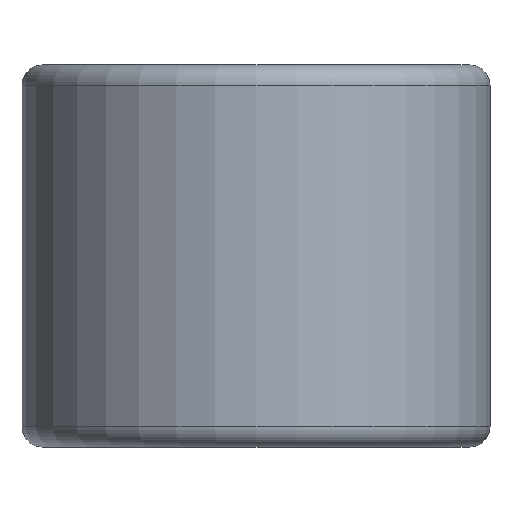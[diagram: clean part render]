
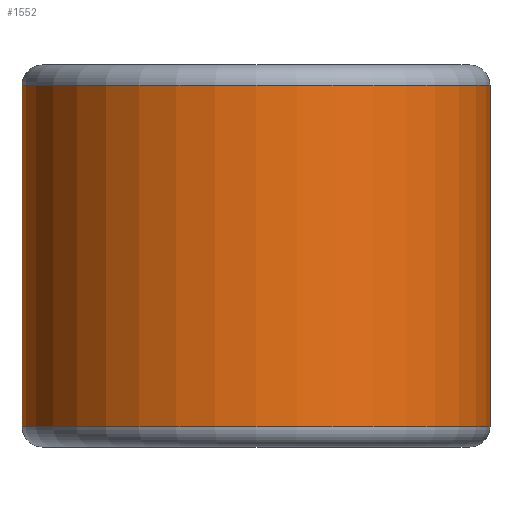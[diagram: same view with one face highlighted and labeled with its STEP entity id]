
A CAD part, front view. The second image highlights one B-rep face of the part: STEP entity #1552.
In plain terms, the highlighted cylindrical face has radius 8.712 mm (diameter 17.424 mm), a partial arc.
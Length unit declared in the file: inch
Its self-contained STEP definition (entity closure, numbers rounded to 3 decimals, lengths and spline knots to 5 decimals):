
#51 = DIRECTION ( 'NONE',  ( 0., 0., 1. ) ) ;
#79 = VECTOR ( 'NONE', #407, 39.37008 ) ;
#359 = EDGE_CURVE ( 'NONE', #1715, #1101, #1009, .T. ) ;
#407 = DIRECTION ( 'NONE',  ( 0., 0., 1. ) ) ;
#618 = CARTESIAN_POINT ( 'NONE',  ( 0.281, -1.062, 0. ) ) ;
#620 = LINE ( 'NONE', #1645, #79 ) ;
#631 = DIRECTION ( 'NONE',  ( 1., 0., 0. ) ) ;
#695 = DIRECTION ( 'NONE',  ( 0., 0., -1. ) ) ;
#837 = CIRCLE ( 'NONE', #1462, 0.343 ) ;
#893 = EDGE_CURVE ( 'NONE', #1715, #2181, #837, .T. ) ;
#1009 = LINE ( 'NONE', #2534, #2071 ) ;
#1020 = DIRECTION ( 'NONE',  ( 0., 0., 1. ) ) ;
#1065 = CARTESIAN_POINT ( 'NONE',  ( 0.281, -1.062, -0.25 ) ) ;
#1101 = VERTEX_POINT ( 'NONE', #1423 ) ;
#1126 = ORIENTED_EDGE ( 'NONE', *, *, #359, .T. ) ;
#1244 = CARTESIAN_POINT ( 'NONE',  ( 0.624, -1.062, 0.25 ) ) ;
#1277 = CARTESIAN_POINT ( 'NONE',  ( 0.281, -1.062, 0.25 ) ) ;
#1290 = DIRECTION ( 'NONE',  ( 1., 0., 0. ) ) ;
#1293 = ORIENTED_EDGE ( 'NONE', *, *, #893, .F. ) ;
#1342 = ORIENTED_EDGE ( 'NONE', *, *, #2564, .T. ) ;
#1343 = AXIS2_PLACEMENT_3D ( 'NONE', #618, #1020, #631 ) ;
#1423 = CARTESIAN_POINT ( 'NONE',  ( -0.062, -1.062, -0.25 ) ) ;
#1462 = AXIS2_PLACEMENT_3D ( 'NONE', #1277, #51, #1492 ) ;
#1463 = CIRCLE ( 'NONE', #1895, 0.343 ) ;
#1492 = DIRECTION ( 'NONE',  ( 1., 0., 0. ) ) ;
#1541 = FACE_OUTER_BOUND ( 'NONE', #1672, .T. ) ;
#1552 = ADVANCED_FACE ( 'NONE', ( #1541 ), #1783, .T. ) ;
#1645 = CARTESIAN_POINT ( 'NONE',  ( 0.624, -1.062, 0. ) ) ;
#1672 = EDGE_LOOP ( 'NONE', ( #1342, #1875, #1293, #1126 ) ) ;
#1715 = VERTEX_POINT ( 'NONE', #2423 ) ;
#1726 = EDGE_CURVE ( 'NONE', #2053, #2181, #620, .T. ) ;
#1783 = CYLINDRICAL_SURFACE ( 'NONE', #1343, 0.343 ) ;
#1875 = ORIENTED_EDGE ( 'NONE', *, *, #1726, .T. ) ;
#1895 = AXIS2_PLACEMENT_3D ( 'NONE', #1065, #2501, #1290 ) ;
#2010 = CARTESIAN_POINT ( 'NONE',  ( 0.624, -1.062, -0.25 ) ) ;
#2053 = VERTEX_POINT ( 'NONE', #2010 ) ;
#2071 = VECTOR ( 'NONE', #695, 39.37008 ) ;
#2181 = VERTEX_POINT ( 'NONE', #1244 ) ;
#2423 = CARTESIAN_POINT ( 'NONE',  ( -0.062, -1.062, 0.25 ) ) ;
#2501 = DIRECTION ( 'NONE',  ( 0., 0., 1. ) ) ;
#2534 = CARTESIAN_POINT ( 'NONE',  ( -0.062, -1.062, 0.25 ) ) ;
#2564 = EDGE_CURVE ( 'NONE', #1101, #2053, #1463, .T. ) ;
